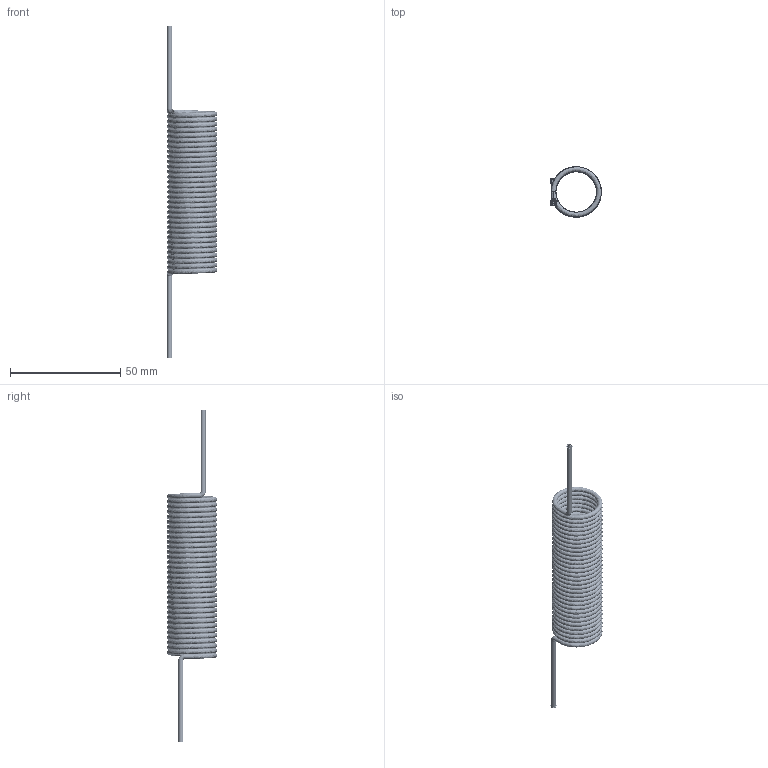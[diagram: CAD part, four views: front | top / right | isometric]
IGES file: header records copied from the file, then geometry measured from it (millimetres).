
Start section:  PTC IGES file: 193379.igs
Global section: file name: 193379.igs; native system: Creo Parametric by Parametric Technology Corporation; preprocessor: 2013230; author: pdmadmin; organization: Unknown; date: 20160302.100653; units: millimetre
Bounding box: 23.04 x 22.86 x 150.8 mm (x, y, z)
Volume: 6613.4 mm3; surface area: 90984.9 mm2
Topology: 1 solids, 1 shells, 124 faces, 566 edges, 689 vertices
Faces by surface type: bspline 76, revolution 48
